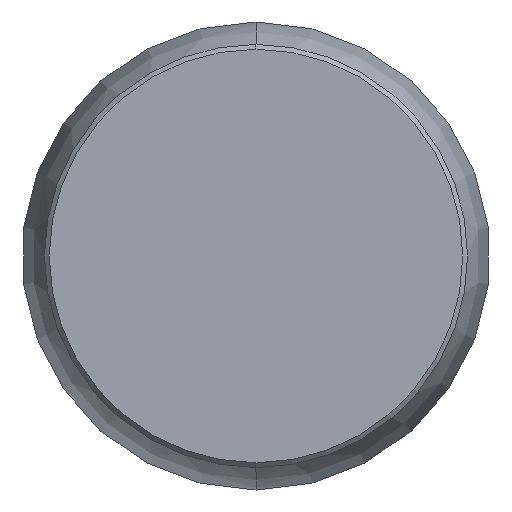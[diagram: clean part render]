
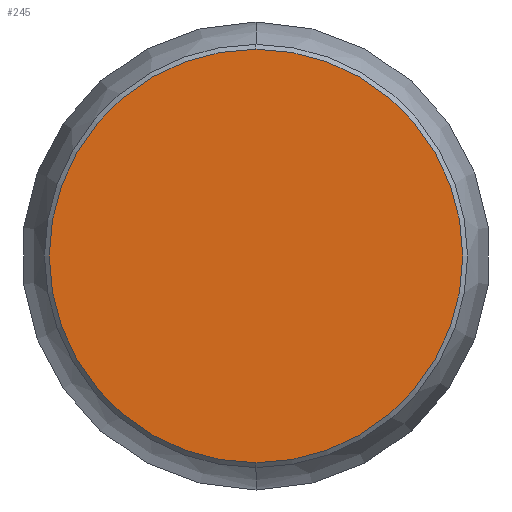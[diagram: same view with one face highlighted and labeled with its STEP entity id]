
A CAD part, left-side view. The second image highlights one B-rep face of the part: STEP entity #245.
In plain terms, the highlighted planar face has unit normal (-1, 0, 0).
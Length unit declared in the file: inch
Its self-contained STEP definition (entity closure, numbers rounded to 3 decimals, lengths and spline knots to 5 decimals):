
#7 = ORIENTED_EDGE ( 'NONE', *, *, #990, .F. ) ;
#154 = PLANE ( 'NONE',  #679 ) ;
#191 = AXIS2_PLACEMENT_3D ( 'NONE', #701, #552, #392 ) ;
#225 = CARTESIAN_POINT ( 'NONE',  ( 0.00002, -0.03225, 0. ) ) ;
#228 = DIRECTION ( 'NONE',  ( 0., 0., 1. ) ) ;
#240 = CARTESIAN_POINT ( 'NONE',  ( 0.00002, 0., 0.03225 ) ) ;
#245 = ADVANCED_FACE ( 'NONE', ( #807 ), #154, .F. ) ;
#255 = VERTEX_POINT ( 'NONE', #240 ) ;
#308 = DIRECTION ( 'NONE',  ( 1., 0., 0. ) ) ;
#386 = AXIS2_PLACEMENT_3D ( 'NONE', #1524, #308, #1531 ) ;
#392 = DIRECTION ( 'NONE',  ( 0., 0., 1. ) ) ;
#487 = ORIENTED_EDGE ( 'NONE', *, *, #1618, .F. ) ;
#512 = CIRCLE ( 'NONE', #191, 0.03225 ) ;
#552 = DIRECTION ( 'NONE',  ( 1., 0., 0. ) ) ;
#679 = AXIS2_PLACEMENT_3D ( 'NONE', #225, #1683, #228 ) ;
#701 = CARTESIAN_POINT ( 'NONE',  ( 0.00002, 0., 0. ) ) ;
#807 = FACE_OUTER_BOUND ( 'NONE', #1082, .T. ) ;
#990 = EDGE_CURVE ( 'NONE', #255, #1766, #1107, .T. ) ;
#1082 = EDGE_LOOP ( 'NONE', ( #7, #487 ) ) ;
#1107 = CIRCLE ( 'NONE', #386, 0.03225 ) ;
#1524 = CARTESIAN_POINT ( 'NONE',  ( 0.00002, 0., 0. ) ) ;
#1531 = DIRECTION ( 'NONE',  ( 0., 0., 1. ) ) ;
#1618 = EDGE_CURVE ( 'NONE', #1766, #255, #512, .T. ) ;
#1683 = DIRECTION ( 'NONE',  ( 1., 0., 0. ) ) ;
#1720 = CARTESIAN_POINT ( 'NONE',  ( 0.00002, 0., -0.03225 ) ) ;
#1766 = VERTEX_POINT ( 'NONE', #1720 ) ;
